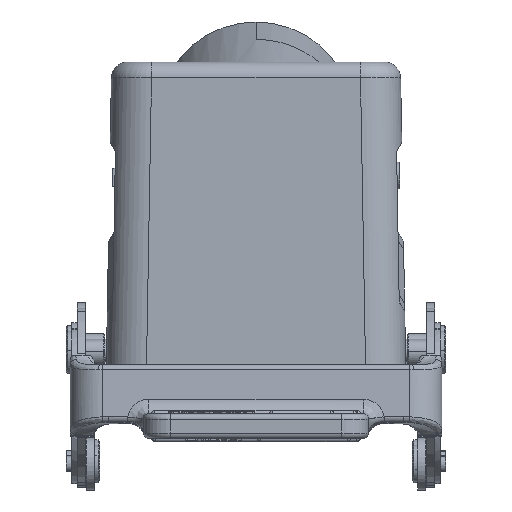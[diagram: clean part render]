
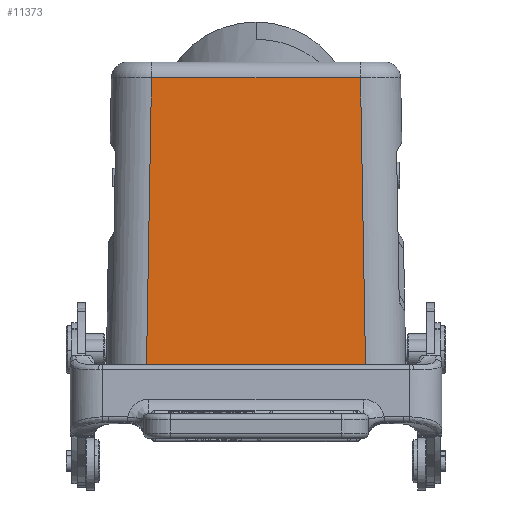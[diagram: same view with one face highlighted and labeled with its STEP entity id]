
A CAD part, left-side view. The second image highlights one B-rep face of the part: STEP entity #11373.
In plain terms, the highlighted planar face has unit normal (-1, 0, 0.018).
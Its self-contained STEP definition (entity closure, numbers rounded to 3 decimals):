
#9066=PLANE('',#37515);
#11373=ADVANCED_FACE('',(#13427),#9066,.T.);
#13427=FACE_OUTER_BOUND('',#15091,.T.);
#15091=EDGE_LOOP('',(#22764,#22765,#22766,#22767));
#22764=ORIENTED_EDGE('',*,*,#30759,.T.);
#22765=ORIENTED_EDGE('',*,*,#30760,.F.);
#22766=ORIENTED_EDGE('',*,*,#30761,.T.);
#22767=ORIENTED_EDGE('',*,*,#30762,.F.);
#27072=VERTEX_POINT('',#58530);
#27073=VERTEX_POINT('',#58531);
#27074=VERTEX_POINT('',#58533);
#27075=VERTEX_POINT('',#58535);
#30759=EDGE_CURVE('',#27072,#27073,#33374,.T.);
#30760=EDGE_CURVE('',#27074,#27073,#33375,.T.);
#30761=EDGE_CURVE('',#27074,#27075,#33376,.T.);
#30762=EDGE_CURVE('',#27072,#27075,#33377,.T.);
#33374=LINE('',#58529,#35499);
#33375=LINE('',#58532,#35500);
#33376=LINE('',#58534,#35501);
#33377=LINE('',#58536,#35502);
#35499=VECTOR('',#42999,1.);
#35500=VECTOR('',#43000,1.);
#35501=VECTOR('',#43001,1.);
#35502=VECTOR('',#43002,1.);
#37515=AXIS2_PLACEMENT_3D('',#58537,#43003,#43004);
#42999=DIRECTION('',(0.,-1.,0.));
#43000=DIRECTION('',(-0.017,-0.017,-1.));
#43001=DIRECTION('',(0.,1.,0.));
#43002=DIRECTION('',(0.017,-0.017,1.));
#43003=DIRECTION('',(-1.,0.,0.017));
#43004=DIRECTION('',(0.,-1.,0.));
#58529=CARTESIAN_POINT('',(-41.,20.501,-59.5));
#58530=CARTESIAN_POINT('',(-41.,20.501,-59.5));
#58531=CARTESIAN_POINT('',(-41.,-20.501,-59.5));
#58532=CARTESIAN_POINT('',(-40.013,-19.514,-2.948));
#58533=CARTESIAN_POINT('',(-40.013,-19.514,-2.948));
#58534=CARTESIAN_POINT('',(-40.013,-19.514,-2.948));
#58535=CARTESIAN_POINT('',(-40.013,19.514,-2.948));
#58536=CARTESIAN_POINT('',(-41.,20.501,-59.5));
#58537=CARTESIAN_POINT('',(-41.,-30.387,-59.5));
